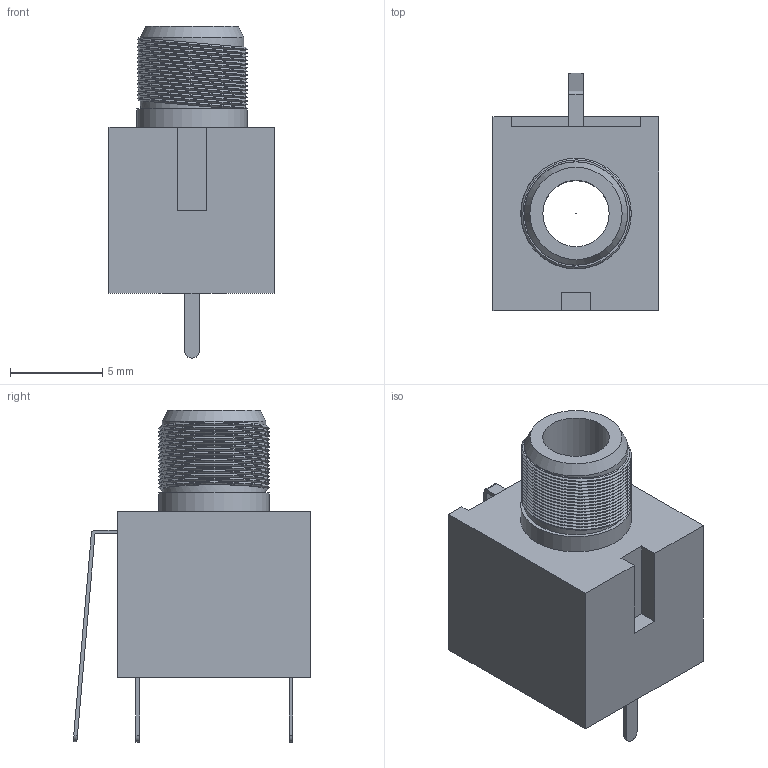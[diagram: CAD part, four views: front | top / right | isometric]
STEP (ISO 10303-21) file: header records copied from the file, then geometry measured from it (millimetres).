
FILE_DESCRIPTION(/* description */ ('model of Jack_3.5mm_QingPu_WQP-PJ398SM_Vertical'),/* implementation_level */ '2;1');
FILE_NAME(/* name */ 'Jack_3.5mm_QingPu_WQP-PJ398SM_Vertical.step',/* time_stamp */ '2018-12-31T14:04:57',/* author */ ('kicad StepUp','ksu'),/* organization */ ('FreeCAD'),/* preprocessor_version */ 'OCC',/* originating_system */ 'kicad StepUp',/* authorisation */ '');
FILE_SCHEMA(('AUTOMOTIVE_DESIGN { 1 0 10303 214 1 1 1 1 }'));
Length unit declared in the file: millimetre
Products named in the file (1): Jack_3_5mm_QingPu_WQP_PJ398SM
Bounding box: 9 x 12.88 x 18 mm (x, y, z)
Volume: 830.2 mm3; surface area: 863 mm2
Topology: 2 solids, 2 shells, 136 faces, 342 edges, 216 vertices
Faces by surface type: plane 71, cone 35, cylinder 30
Full cylindrical faces by diameter (mm): 0.002 x1, 3.6 x2, 5.6 x1, 6 x18
Entity records: 5098 total; most frequent: DIRECTION 808, CARTESIAN_POINT 695, ORIENTED_EDGE 684, EDGE_CURVE 342, AXIS2_PLACEMENT_3D 329, VERTEX_POINT 216, CIRCLE 156, LINE 150
